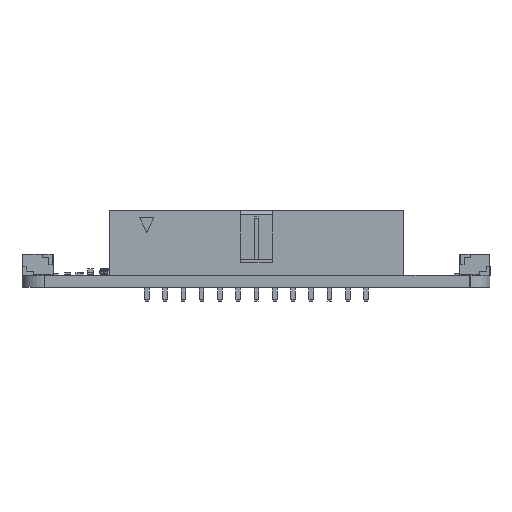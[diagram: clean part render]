
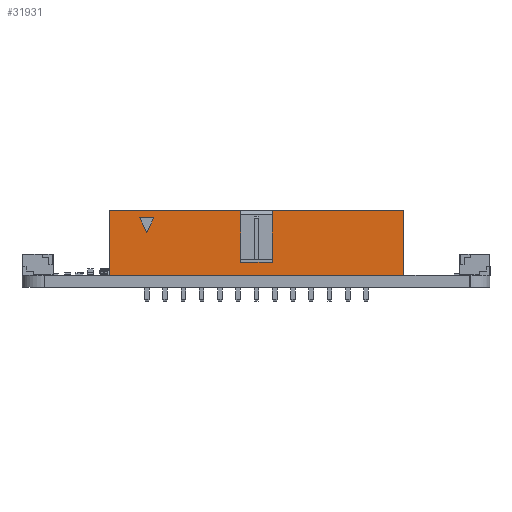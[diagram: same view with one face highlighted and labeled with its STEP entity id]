
A CAD part, front view. The second image highlights one B-rep face of the part: STEP entity #31931.
In plain terms, the highlighted face is planar.
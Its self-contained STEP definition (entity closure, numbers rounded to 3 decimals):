
#1932=FACE_BOUND('',#5968,.T.);
#2308=PLANE('',#34558);
#3908=FACE_OUTER_BOUND('',#5967,.T.);
#5967=EDGE_LOOP('',(#25107,#25108,#25109,#25110,#25111,#25112,#25113,#25114));
#5968=EDGE_LOOP('',(#25115,#25116,#25117));
#8194=LINE('',#48555,#11647);
#8195=LINE('',#48557,#11648);
#8196=LINE('',#48559,#11649);
#8197=LINE('',#48561,#11650);
#8198=LINE('',#48563,#11651);
#8199=LINE('',#48565,#11652);
#8200=LINE('',#48567,#11653);
#8201=LINE('',#48568,#11654);
#8202=LINE('',#48571,#11655);
#8203=LINE('',#48573,#11656);
#8204=LINE('',#48574,#11657);
#11647=VECTOR('',#39439,1.);
#11648=VECTOR('',#39440,1.);
#11649=VECTOR('',#39441,1.);
#11650=VECTOR('',#39442,1.);
#11651=VECTOR('',#39443,1.);
#11652=VECTOR('',#39444,1.);
#11653=VECTOR('',#39445,1.);
#11654=VECTOR('',#39446,1.);
#11655=VECTOR('',#39447,1.);
#11656=VECTOR('',#39448,1.);
#11657=VECTOR('',#39449,1.);
#15916=VERTEX_POINT('',#48553);
#15917=VERTEX_POINT('',#48554);
#15918=VERTEX_POINT('',#48556);
#15919=VERTEX_POINT('',#48558);
#15920=VERTEX_POINT('',#48560);
#15921=VERTEX_POINT('',#48562);
#15922=VERTEX_POINT('',#48564);
#15923=VERTEX_POINT('',#48566);
#15924=VERTEX_POINT('',#48569);
#15925=VERTEX_POINT('',#48570);
#15926=VERTEX_POINT('',#48572);
#19245=EDGE_CURVE('',#15916,#15917,#8194,.F.);
#19246=EDGE_CURVE('',#15917,#15918,#8195,.F.);
#19247=EDGE_CURVE('',#15919,#15918,#8196,.T.);
#19248=EDGE_CURVE('',#15920,#15919,#8197,.T.);
#19249=EDGE_CURVE('',#15920,#15921,#8198,.T.);
#19250=EDGE_CURVE('',#15921,#15922,#8199,.T.);
#19251=EDGE_CURVE('',#15923,#15922,#8200,.T.);
#19252=EDGE_CURVE('',#15923,#15916,#8201,.T.);
#19253=EDGE_CURVE('',#15924,#15925,#8202,.T.);
#19254=EDGE_CURVE('',#15926,#15924,#8203,.T.);
#19255=EDGE_CURVE('',#15925,#15926,#8204,.T.);
#25107=ORIENTED_EDGE('',*,*,#19245,.T.);
#25108=ORIENTED_EDGE('',*,*,#19246,.T.);
#25109=ORIENTED_EDGE('',*,*,#19247,.F.);
#25110=ORIENTED_EDGE('',*,*,#19248,.F.);
#25111=ORIENTED_EDGE('',*,*,#19249,.T.);
#25112=ORIENTED_EDGE('',*,*,#19250,.T.);
#25113=ORIENTED_EDGE('',*,*,#19251,.F.);
#25114=ORIENTED_EDGE('',*,*,#19252,.T.);
#25115=ORIENTED_EDGE('',*,*,#19253,.F.);
#25116=ORIENTED_EDGE('',*,*,#19254,.F.);
#25117=ORIENTED_EDGE('',*,*,#19255,.F.);
#31931=ADVANCED_FACE('',(#3908,#1932),#2308,.T.);
#34558=AXIS2_PLACEMENT_3D('',#48552,#39437,#39438);
#39437=DIRECTION('center_axis',(-1.,0.,0.));
#39438=DIRECTION('ref_axis',(0.,-1.,0.));
#39439=DIRECTION('',(0.,-1.,0.));
#39440=DIRECTION('',(0.,0.,-1.));
#39441=DIRECTION('',(0.,-1.,0.));
#39442=DIRECTION('',(0.,0.,1.));
#39443=DIRECTION('',(0.,-1.,0.));
#39444=DIRECTION('',(0.,0.,1.));
#39445=DIRECTION('',(0.,-1.,0.));
#39446=DIRECTION('',(0.,0.,-1.));
#39447=DIRECTION('',(0.,-0.447,-0.894));
#39448=DIRECTION('',(0.,1.,0.));
#39449=DIRECTION('',(0.,-0.447,0.894));
#48552=CARTESIAN_POINT('Origin',(-4.346,16.429,0.));
#48553=CARTESIAN_POINT('',(-4.346,-2.281,1.8));
#48554=CARTESIAN_POINT('',(-4.346,2.119,1.8));
#48555=CARTESIAN_POINT('',(-4.346,2.119,1.8));
#48556=CARTESIAN_POINT('',(-4.346,2.119,9.));
#48557=CARTESIAN_POINT('',(-4.346,2.119,9.));
#48558=CARTESIAN_POINT('',(-4.346,20.329,9.));
#48559=CARTESIAN_POINT('',(-4.346,20.329,9.));
#48560=CARTESIAN_POINT('',(-4.346,20.329,0.));
#48561=CARTESIAN_POINT('',(-4.346,20.329,0.));
#48562=CARTESIAN_POINT('',(-4.346,-20.491,0.));
#48563=CARTESIAN_POINT('',(-4.346,20.329,0.));
#48564=CARTESIAN_POINT('',(-4.346,-20.491,9.));
#48565=CARTESIAN_POINT('',(-4.346,-20.491,0.));
#48566=CARTESIAN_POINT('',(-4.346,-2.281,9.));
#48567=CARTESIAN_POINT('',(-4.346,-2.281,9.));
#48568=CARTESIAN_POINT('',(-4.346,-2.281,9.));
#48569=CARTESIAN_POINT('',(-4.346,16.159,8.));
#48570=CARTESIAN_POINT('',(-4.346,15.159,6.));
#48571=CARTESIAN_POINT('',(-4.346,16.159,8.));
#48572=CARTESIAN_POINT('',(-4.346,14.159,8.));
#48573=CARTESIAN_POINT('',(-4.346,14.159,8.));
#48574=CARTESIAN_POINT('',(-4.346,15.159,6.));
